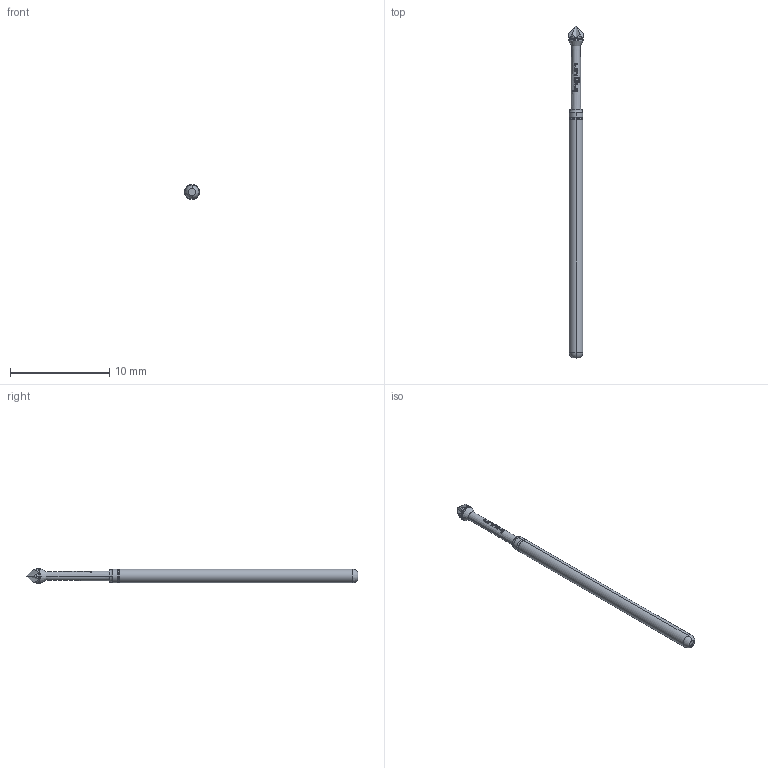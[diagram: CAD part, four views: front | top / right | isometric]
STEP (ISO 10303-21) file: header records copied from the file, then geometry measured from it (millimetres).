
FILE_DESCRIPTION (( 'STEP AP203' ), '1' );
FILE_NAME ('INGUN_HSS-100_317_150_A_xx00.STEP', '2022-01-31T12:32:56', ( 'ochi' ), ( '' ), 'SwSTEP 2.0', 'SolidWorks 2018', '' );
FILE_SCHEMA (( 'CONFIG_CONTROL_DESIGN' ));
Length unit declared in the file: millimetre
Products named in the file (1): INGUN_HSS-100_317_150_A_xx00
Bounding box: 1.5 x 33.4 x 1.5 mm (x, y, z)
Volume: 42.6 mm3; surface area: 135.9 mm2
Topology: 1 solids, 1 shells, 121 faces, 309 edges, 197 vertices
Faces by surface type: bspline 62, torus 20, cylinder 15, plane 14, cone 10
Entity records: 4784 total; most frequent: CARTESIAN_POINT 2368, ORIENTED_EDGE 618, EDGE_CURVE 309, DIRECTION 269, B_SPLINE_CURVE_WITH_KNOTS 210, VERTEX_POINT 197, EDGE_LOOP 128, AXIS2_PLACEMENT_3D 122
